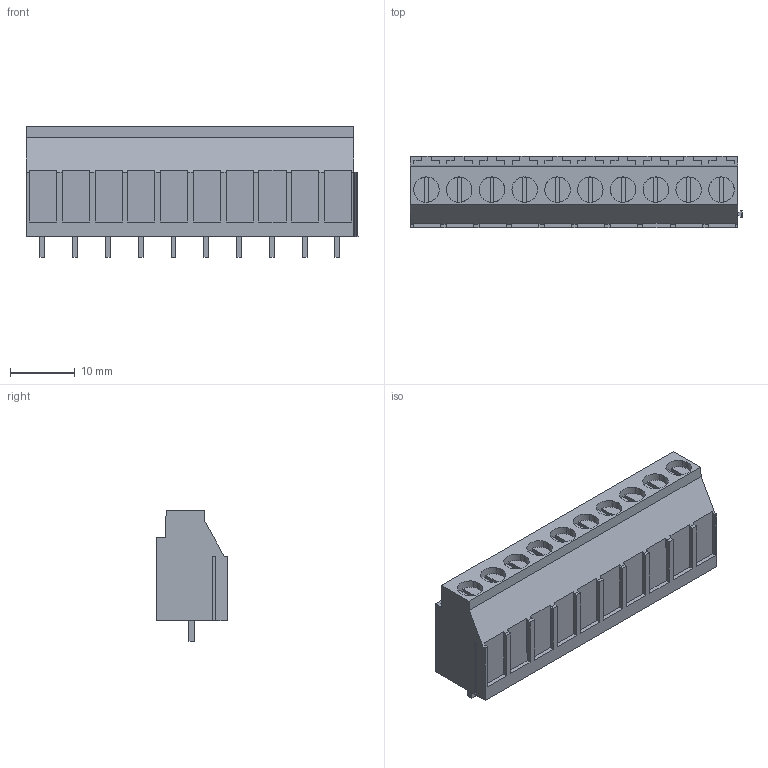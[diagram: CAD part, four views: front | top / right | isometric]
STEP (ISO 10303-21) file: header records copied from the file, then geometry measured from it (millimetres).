
FILE_DESCRIPTION(('CATIA V5 STEP Exchange','CAx-IF Rec.Pracs.--- Model Styling and Organization---1.4--- 2014-01-23'),'2;1');
FILE_NAME ('D1446294_0_1001910000_1001910000.stp','2019-02-28T09:04:55+00:00',('none'),('Weidmueller'),'CATIA Version 5-6 Release 2016 SP3 HF44','CATIA V5 STEP AP214','none');
FILE_SCHEMA(('AUTOMOTIVE_DESIGN { 1 0 10303 214 1 1 1 1 }'));
Length unit declared in the file: millimetre
Products named in the file (1): 1001910000
Bounding box: 51.45 x 11 x 20.3 mm (x, y, z)
Volume: 7381.2 mm3; surface area: 4401.8 mm2
Topology: 1 solids, 1 shells, 467 faces, 1255 edges, 830 vertices
Faces by surface type: plane 447, cylinder 20
Entity records: 14130 total; most frequent: CARTESIAN_POINT 2743, ORIENTED_EDGE 2510, DIRECTION 1827, EDGE_CURVE 1255, VECTOR 1175, LINE 1175, VERTEX_POINT 830, EDGE_LOOP 507
